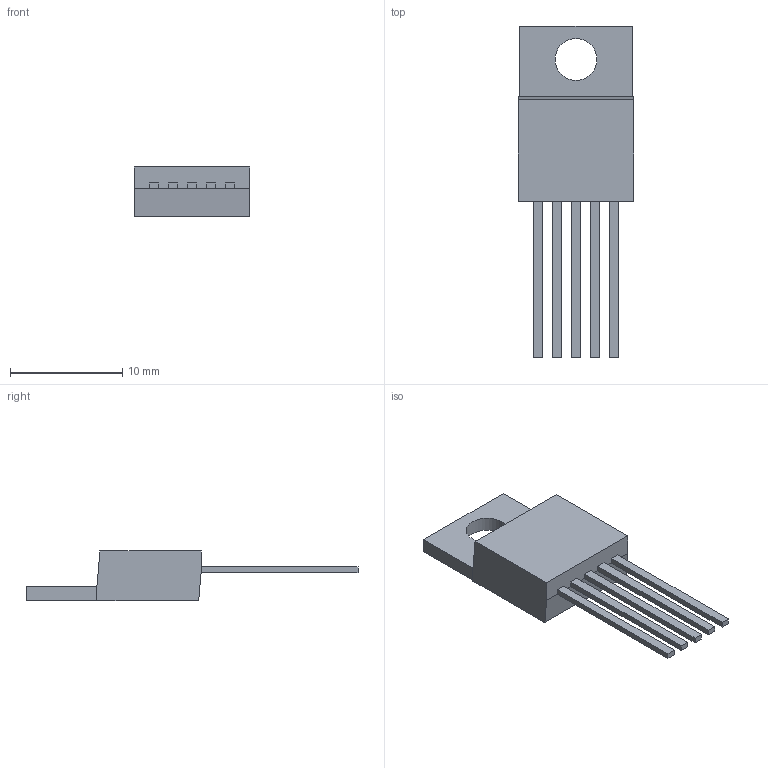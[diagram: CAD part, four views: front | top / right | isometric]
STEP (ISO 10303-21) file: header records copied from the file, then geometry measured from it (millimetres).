
FILE_DESCRIPTION (( 'STEP AP214' ), '1' );
FILE_NAME ('314D-04.STEP', '2024-04-16T06:10:19', ( 'LENOVO' ), ( '' ), 'SwSTEP 2.0', 'SolidWorks 2021', '' );
FILE_SCHEMA (( 'AUTOMOTIVE_DESIGN' ));
Length unit declared in the file: inch
Products named in the file (1): 314D-04
Bounding box: 10.22 x 29.51 x 4.45 mm (x, y, z)
Volume: 510.8 mm3; surface area: 705.7 mm2
Topology: 7 solids, 7 shells, 46 faces, 96 edges, 64 vertices
Faces by surface type: plane 44, cylinder 2
Entity records: 1314 total; most frequent: CARTESIAN_POINT 207, DIRECTION 194, ORIENTED_EDGE 192, EDGE_CURVE 96, LINE 92, VECTOR 92, VERTEX_POINT 64, AXIS2_PLACEMENT_3D 51
